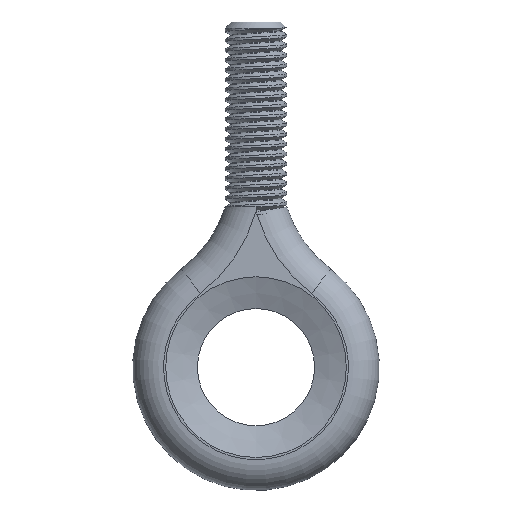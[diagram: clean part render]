
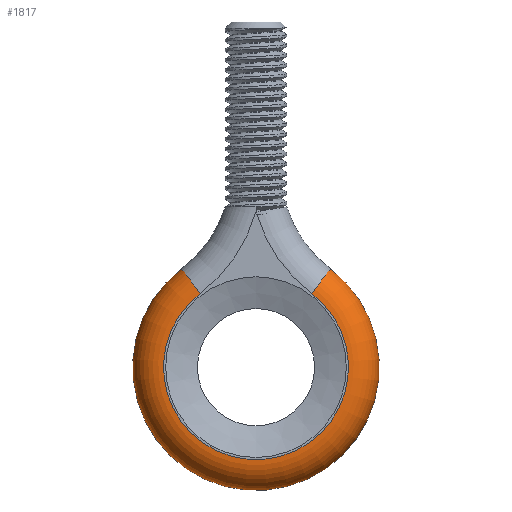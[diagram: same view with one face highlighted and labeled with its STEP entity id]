
A CAD part, front view. The second image highlights one B-rep face of the part: STEP entity #1817.
In plain terms, the highlighted toroidal (fillet/blend) face has major radius 7.5 mm and minor radius 2.5 mm.
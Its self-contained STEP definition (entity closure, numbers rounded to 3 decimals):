
#72 = DIRECTION ( 'NONE',  ( 0., 0., 1. ) ) ;
#96 = DIRECTION ( 'NONE',  ( 0., -1., 0. ) ) ;
#174 = EDGE_CURVE ( 'NONE', #4758, #3938, #2171, .T. ) ;
#518 = CARTESIAN_POINT ( 'NONE',  ( 4.519, 0., 5.985 ) ) ;
#758 = VERTEX_POINT ( 'NONE', #1615 ) ;
#901 = EDGE_CURVE ( 'NONE', #758, #3938, #3447, .T. ) ;
#944 = DIRECTION ( 'NONE',  ( 0.603, 0., 0.798 ) ) ;
#1143 = FACE_OUTER_BOUND ( 'NONE', #2196, .T. ) ;
#1176 = ORIENTED_EDGE ( 'NONE', *, *, #174, .F. ) ;
#1226 = CIRCLE ( 'NONE', #4010, 2.5 ) ;
#1376 = ORIENTED_EDGE ( 'NONE', *, *, #901, .T. ) ;
#1537 = AXIS2_PLACEMENT_3D ( 'NONE', #3507, #1756, #1706 ) ;
#1598 = DIRECTION ( 'NONE',  ( 0.603, 0., -0.798 ) ) ;
#1615 = CARTESIAN_POINT ( 'NONE',  ( -6.026, 0., 7.981 ) ) ;
#1706 = DIRECTION ( 'NONE',  ( 0., 0., 1. ) ) ;
#1756 = DIRECTION ( 'NONE',  ( 0., -1., 0. ) ) ;
#1817 = ADVANCED_FACE ( 'NONE', ( #1143 ), #4727, .T. ) ;
#2171 = CIRCLE ( 'NONE', #4246, 2.5 ) ;
#2196 = EDGE_LOOP ( 'NONE', ( #1176, #3695, #2830, #1376 ) ) ;
#2420 = EDGE_CURVE ( 'NONE', #3961, #4758, #4002, .T. ) ;
#2444 = CARTESIAN_POINT ( 'NONE',  ( -4.519, 0., 5.985 ) ) ;
#2568 = AXIS2_PLACEMENT_3D ( 'NONE', #2579, #3734, #72 ) ;
#2579 = CARTESIAN_POINT ( 'NONE',  ( 0., 0., 0. ) ) ;
#2668 = CARTESIAN_POINT ( 'NONE',  ( -4.519, -2.5, 5.985 ) ) ;
#2771 = CARTESIAN_POINT ( 'NONE',  ( 4.519, -2.5, 5.985 ) ) ;
#2830 = ORIENTED_EDGE ( 'NONE', *, *, #4776, .F. ) ;
#3123 = AXIS2_PLACEMENT_3D ( 'NONE', #3151, #96, #3175 ) ;
#3151 = CARTESIAN_POINT ( 'NONE',  ( 0., -2.5, 0. ) ) ;
#3175 = DIRECTION ( 'NONE',  ( 0., 0., 1. ) ) ;
#3447 = CIRCLE ( 'NONE', #1537, 10. ) ;
#3507 = CARTESIAN_POINT ( 'NONE',  ( 0., 0., 0. ) ) ;
#3695 = ORIENTED_EDGE ( 'NONE', *, *, #2420, .F. ) ;
#3734 = DIRECTION ( 'NONE',  ( 0., 1., 0. ) ) ;
#3938 = VERTEX_POINT ( 'NONE', #4574 ) ;
#3961 = VERTEX_POINT ( 'NONE', #2668 ) ;
#4002 = CIRCLE ( 'NONE', #3123, 7.5 ) ;
#4010 = AXIS2_PLACEMENT_3D ( 'NONE', #2444, #4698, #1598 ) ;
#4246 = AXIS2_PLACEMENT_3D ( 'NONE', #518, #4358, #944 ) ;
#4358 = DIRECTION ( 'NONE',  ( -0.798, 0., 0.603 ) ) ;
#4574 = CARTESIAN_POINT ( 'NONE',  ( 6.026, 0., 7.981 ) ) ;
#4698 = DIRECTION ( 'NONE',  ( 0.798, 0., 0.603 ) ) ;
#4727 = TOROIDAL_SURFACE ( 'NONE', #2568, 7.5, 2.5 ) ;
#4758 = VERTEX_POINT ( 'NONE', #2771 ) ;
#4776 = EDGE_CURVE ( 'NONE', #758, #3961, #1226, .T. ) ;
